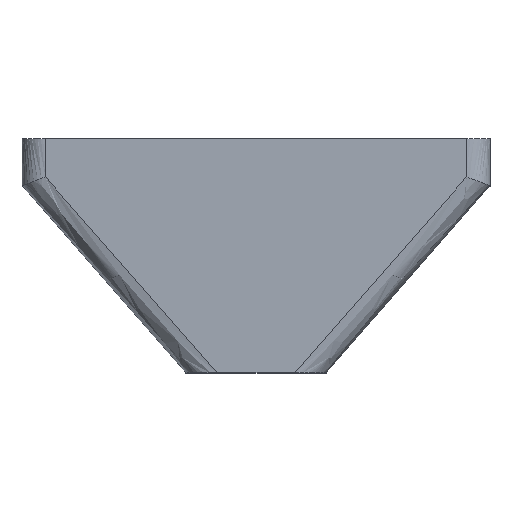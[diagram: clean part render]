
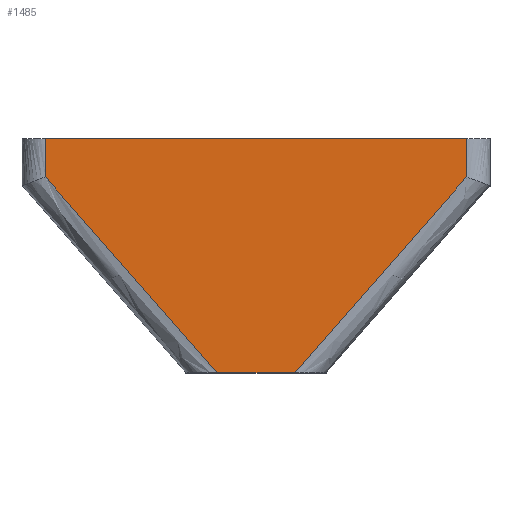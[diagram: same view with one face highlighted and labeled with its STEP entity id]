
A CAD part, top view. The second image highlights one B-rep face of the part: STEP entity #1485.
In plain terms, the highlighted free-form (B-spline) face has degree [1, 1] with [2, 2] control points.
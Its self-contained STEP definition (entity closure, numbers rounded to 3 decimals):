
#854=CARTESIAN_POINT('',(18.0,-3.249,24.0));
#855=VERTEX_POINT('',#854);
#869=CARTESIAN_POINT('',(3.342,-20.0,24.0));
#870=VERTEX_POINT('',#869);
#871=CARTESIAN_POINT('',(3.342,-20.0,24.0));
#872=CARTESIAN_POINT('',(18.0,-3.249,24.0));
#873=QUASI_UNIFORM_CURVE('',1,(#871,#872),.UNSPECIFIED.,.F.,.U.);
#874=EDGE_CURVE('',#870,#855,#873,.T.);
#913=CARTESIAN_POINT('',(18.0,0.0,24.0));
#914=VERTEX_POINT('',#913);
#930=CARTESIAN_POINT('',(18.0,-3.249,24.0));
#931=CARTESIAN_POINT('',(18.0,0.0,24.0));
#932=QUASI_UNIFORM_CURVE('',1,(#930,#931),.UNSPECIFIED.,.F.,.U.);
#933=EDGE_CURVE('',#855,#914,#932,.T.);
#958=CARTESIAN_POINT('',(-3.342,-20.0,24.0));
#959=VERTEX_POINT('',#958);
#975=CARTESIAN_POINT('',(-18.0,-3.249,24.0));
#976=VERTEX_POINT('',#975);
#977=CARTESIAN_POINT('',(-18.0,-3.249,24.0));
#978=CARTESIAN_POINT('',(-3.342,-20.0,24.0));
#979=QUASI_UNIFORM_CURVE('',1,(#977,#978),.UNSPECIFIED.,.F.,.U.);
#980=EDGE_CURVE('',#976,#959,#979,.T.);
#1023=CARTESIAN_POINT('',(-18.0,0.0,24.0));
#1024=VERTEX_POINT('',#1023);
#1044=CARTESIAN_POINT('',(-18.0,0.0,24.0));
#1045=CARTESIAN_POINT('',(-18.0,-3.249,24.0));
#1046=QUASI_UNIFORM_CURVE('',1,(#1044,#1045),.UNSPECIFIED.,.F.,.U.);
#1047=EDGE_CURVE('',#1024,#976,#1046,.T.);
#1213=CARTESIAN_POINT('',(3.342,-20.0,24.0));
#1214=CARTESIAN_POINT('',(-3.342,-20.0,24.0));
#1215=QUASI_UNIFORM_CURVE('',1,(#1213,#1214),.UNSPECIFIED.,.F.,.U.);
#1216=EDGE_CURVE('',#870,#959,#1215,.T.);
#1468=CARTESIAN_POINT('',(19.798,-20.999,24.0));
#1469=CARTESIAN_POINT('',(-19.798,-20.999,24.0));
#1470=CARTESIAN_POINT('',(19.798,0.999,24.0));
#1471=CARTESIAN_POINT('',(-19.798,0.999,24.0));
#1472=B_SPLINE_SURFACE_WITH_KNOTS('',1,1,((#1468,#1470),(#1469,#1471)),.UNSPECIFIED.,.F.,.F.,.U.,(2,2),(2,2),(0.0,39.596),(0.0,21.998),.UNSPECIFIED.);
#1473=ORIENTED_EDGE('',*,*,#1216,.F.);
#1474=ORIENTED_EDGE('',*,*,#874,.T.);
#1475=ORIENTED_EDGE('',*,*,#933,.T.);
#1476=CARTESIAN_POINT('',(18.0,0.0,24.0));
#1477=CARTESIAN_POINT('',(-18.0,0.0,24.0));
#1478=QUASI_UNIFORM_CURVE('',1,(#1476,#1477),.UNSPECIFIED.,.F.,.U.);
#1479=EDGE_CURVE('',#914,#1024,#1478,.T.);
#1480=ORIENTED_EDGE('',*,*,#1479,.T.);
#1481=ORIENTED_EDGE('',*,*,#1047,.T.);
#1482=ORIENTED_EDGE('',*,*,#980,.T.);
#1483=EDGE_LOOP('',(#1473,#1474,#1475,#1480,#1481,#1482));
#1484=FACE_OUTER_BOUND('',#1483,.T.);
#1485=ADVANCED_FACE('',(#1484),#1472,.F.);
